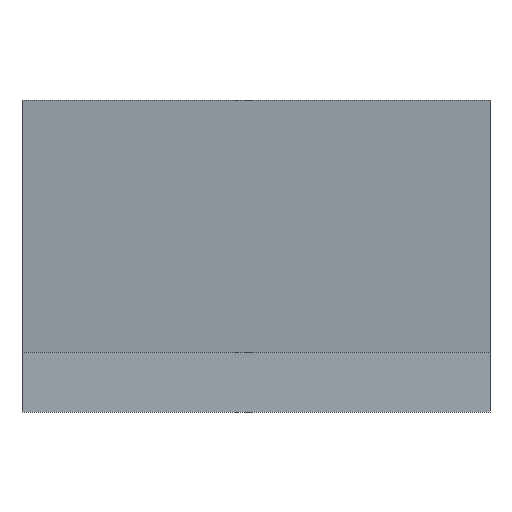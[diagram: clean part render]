
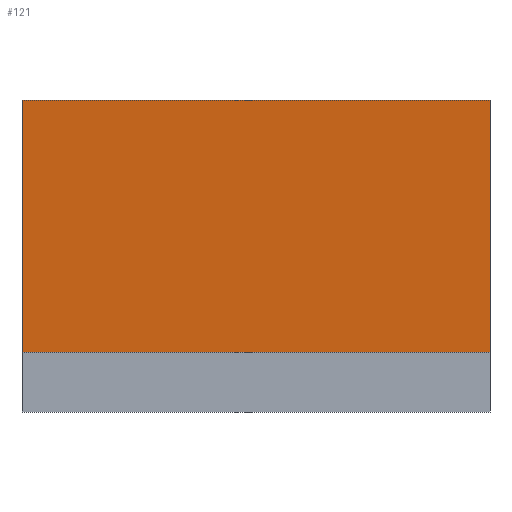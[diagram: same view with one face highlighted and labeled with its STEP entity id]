
A CAD part, front view. The second image highlights one B-rep face of the part: STEP entity #121.
In plain terms, the highlighted planar face has unit normal (0, -0.225, 0.974).
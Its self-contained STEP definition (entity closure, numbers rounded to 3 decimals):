
#15=FACE_OUTER_BOUND('',#22,.T.);
#22=EDGE_LOOP('',(#84,#85,#86,#87));
#29=LINE('',#184,#44);
#30=LINE('',#186,#45);
#31=LINE('',#188,#46);
#32=LINE('',#189,#47);
#44=VECTOR('',#153,10.);
#45=VECTOR('',#154,10.);
#46=VECTOR('',#155,10.);
#47=VECTOR('',#156,10.);
#59=VERTEX_POINT('',#182);
#60=VERTEX_POINT('',#183);
#61=VERTEX_POINT('',#185);
#62=VERTEX_POINT('',#187);
#69=EDGE_CURVE('',#59,#60,#29,.T.);
#70=EDGE_CURVE('',#60,#61,#30,.T.);
#71=EDGE_CURVE('',#61,#62,#31,.T.);
#72=EDGE_CURVE('',#62,#59,#32,.T.);
#84=ORIENTED_EDGE('',*,*,#69,.T.);
#85=ORIENTED_EDGE('',*,*,#70,.T.);
#86=ORIENTED_EDGE('',*,*,#71,.T.);
#87=ORIENTED_EDGE('',*,*,#72,.T.);
#114=PLANE('',#142);
#121=ADVANCED_FACE('',(#15),#114,.T.);
#142=AXIS2_PLACEMENT_3D('',#181,#151,#152);
#151=DIRECTION('center_axis',(0.,-0.225,0.974));
#152=DIRECTION('ref_axis',(1.,0.,0.));
#153=DIRECTION('',(0.,0.974,0.225));
#154=DIRECTION('',(-1.,0.,0.));
#155=DIRECTION('',(0.,-0.974,-0.225));
#156=DIRECTION('',(1.,0.,0.));
#181=CARTESIAN_POINT('Origin',(65.166,5.,-71.079));
#182=CARTESIAN_POINT('',(87.666,-30.,-79.159));
#183=CARTESIAN_POINT('',(87.666,40.,-62.999));
#184=CARTESIAN_POINT('',(87.666,-12.921,-75.216));
#185=CARTESIAN_POINT('',(57.666,40.,-62.999));
#186=CARTESIAN_POINT('',(65.166,40.,-62.999));
#187=CARTESIAN_POINT('',(57.666,-30.,-79.159));
#188=CARTESIAN_POINT('',(57.666,34.549,-64.257));
#189=CARTESIAN_POINT('',(65.166,-30.,-79.159));
